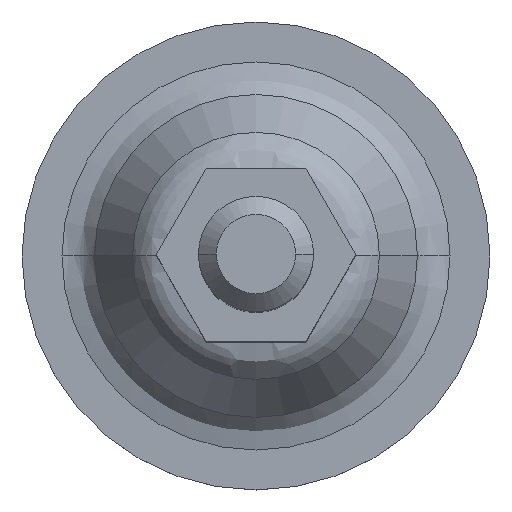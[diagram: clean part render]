
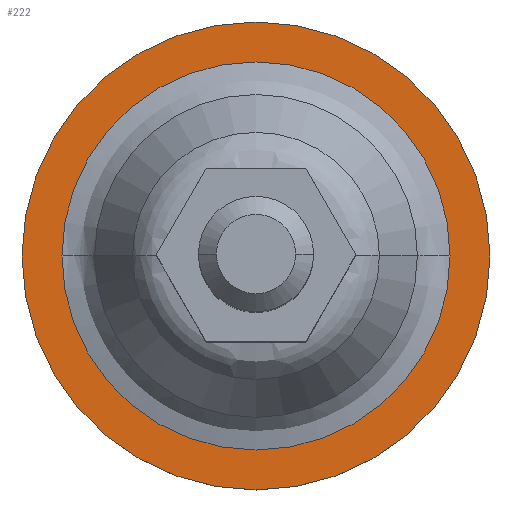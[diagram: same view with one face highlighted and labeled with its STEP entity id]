
A CAD part, top view. The second image highlights one B-rep face of the part: STEP entity #222.
In plain terms, the highlighted planar face has unit normal (0, 0, 1).
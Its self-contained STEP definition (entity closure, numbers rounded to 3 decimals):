
#222=ADVANCED_FACE('',(#981,#982),#980,.F.);
#980=PLANE('',#1602);
#981=FACE_OUTER_BOUND('',#1603,.T.);
#982=FACE_BOUND('',#1604,.T.);
#1599=CARTESIAN_POINT('',(74.75,-66.292,-25.5));
#1600=DIRECTION('',(0.,0.,-1.));
#1601=DIRECTION('',(-1.,0.,0.));
#1602=AXIS2_PLACEMENT_3D('',#1599,#1600,#1601);
#1603=EDGE_LOOP('',(#2225,#2226));
#1604=EDGE_LOOP('',(#2227,#2228));
#2225=ORIENTED_EDGE('',*,*,#2473,.F.);
#2226=ORIENTED_EDGE('',*,*,#2474,.F.);
#2227=ORIENTED_EDGE('',*,*,#2475,.T.);
#2228=ORIENTED_EDGE('',*,*,#2476,.T.);
#2473=EDGE_CURVE('',#3701,#3702,#3703,.T.);
#2474=EDGE_CURVE('',#3702,#3701,#3709,.T.);
#2475=EDGE_CURVE('',#3715,#3716,#3717,.T.);
#2476=EDGE_CURVE('',#3716,#3715,#3723,.T.);
#3701=VERTEX_POINT('',#4737);
#3702=VERTEX_POINT('',#4738);
#3703=CIRCLE('',#4742,32.5);
#3709=CIRCLE('',#4746,32.5);
#3715=VERTEX_POINT('',#4747);
#3716=VERTEX_POINT('',#4748);
#3717=CIRCLE('',#4752,26.955);
#3723=CIRCLE('',#4756,26.955);
#4737=CARTESIAN_POINT('',(32.5,0.,-25.5));
#4738=CARTESIAN_POINT('',(-32.5,0.,-25.5));
#4739=CARTESIAN_POINT('',(0.,0.,-25.5));
#4740=DIRECTION('',(0.,0.,-1.));
#4741=DIRECTION('',(-1.,0.,0.));
#4742=AXIS2_PLACEMENT_3D('',#4739,#4740,#4741);
#4743=CARTESIAN_POINT('',(0.,0.,-25.5));
#4744=DIRECTION('',(0.,0.,-1.));
#4745=DIRECTION('',(-1.,0.,0.));
#4746=AXIS2_PLACEMENT_3D('',#4743,#4744,#4745);
#4747=CARTESIAN_POINT('',(-26.955,0.,-25.5));
#4748=CARTESIAN_POINT('',(26.955,0.,-25.5));
#4749=CARTESIAN_POINT('',(0.,0.,-25.5));
#4750=DIRECTION('',(0.,0.,-1.));
#4751=DIRECTION('',(-1.,0.,0.));
#4752=AXIS2_PLACEMENT_3D('',#4749,#4750,#4751);
#4753=CARTESIAN_POINT('',(0.,0.,-25.5));
#4754=DIRECTION('',(0.,0.,-1.));
#4755=DIRECTION('',(-1.,0.,0.));
#4756=AXIS2_PLACEMENT_3D('',#4753,#4754,#4755);
